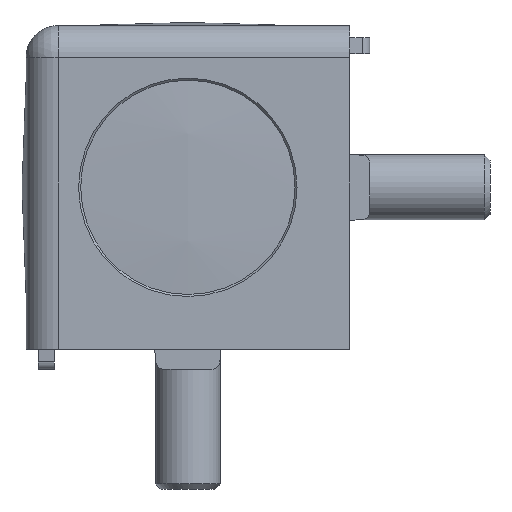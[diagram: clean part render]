
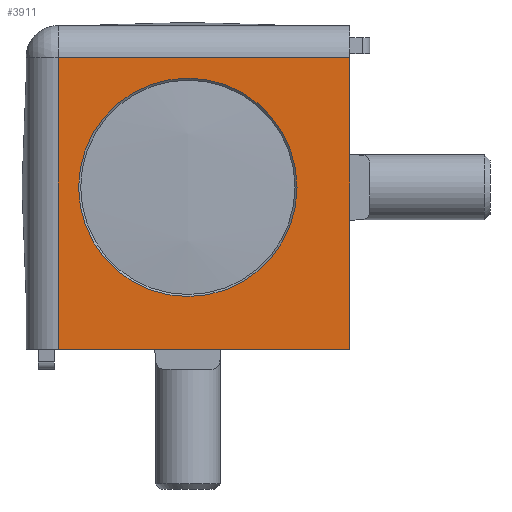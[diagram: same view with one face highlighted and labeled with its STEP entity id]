
A CAD part, front view. The second image highlights one B-rep face of the part: STEP entity #3911.
In plain terms, the highlighted planar face has unit normal (0, -1, 0).
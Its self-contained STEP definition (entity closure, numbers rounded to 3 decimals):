
#27=LINE('',#6091,#270);
#53=LINE('',#6158,#296);
#96=LINE('',#6258,#339);
#97=LINE('',#6260,#340);
#270=VECTOR('',#4776,36.);
#296=VECTOR('',#4828,36.);
#339=VECTOR('',#4903,36.);
#340=VECTOR('',#4906,36.);
#518=PLANE('',#4243);
#859=FACE_BOUND('',#1242,.T.);
#955=FACE_OUTER_BOUND('',#1241,.T.);
#1241=EDGE_LOOP('',(#2904,#2905,#2906,#2907));
#1242=EDGE_LOOP('',(#2908));
#1522=CIRCLE('',#4183,13.5);
#1749=VERTEX_POINT('',#5918);
#1782=VERTEX_POINT('',#6088);
#1783=VERTEX_POINT('',#6090);
#1811=VERTEX_POINT('',#6157);
#1852=VERTEX_POINT('',#6256);
#2139=EDGE_CURVE('',#1749,#1749,#1522,.T.);
#2177=EDGE_CURVE('',#1783,#1782,#27,.T.);
#2211=EDGE_CURVE('',#1811,#1783,#53,.T.);
#2263=EDGE_CURVE('',#1852,#1782,#96,.T.);
#2264=EDGE_CURVE('',#1811,#1852,#97,.T.);
#2904=ORIENTED_EDGE('',*,*,#2263,.F.);
#2905=ORIENTED_EDGE('',*,*,#2264,.F.);
#2906=ORIENTED_EDGE('',*,*,#2211,.T.);
#2907=ORIENTED_EDGE('',*,*,#2177,.T.);
#2908=ORIENTED_EDGE('',*,*,#2139,.F.);
#3911=ADVANCED_FACE('',(#955,#859),#518,.F.);
#4183=AXIS2_PLACEMENT_3D('',#5919,#4707,#4708);
#4243=AXIS2_PLACEMENT_3D('',#6259,#4904,#4905);
#4707=DIRECTION('center_axis',(0.,-1.,0.));
#4708=DIRECTION('ref_axis',(0.,0.,-1.));
#4776=DIRECTION('',(0.,0.,1.));
#4828=DIRECTION('',(1.,0.,0.));
#4903=DIRECTION('',(1.,0.,0.));
#4904=DIRECTION('center_axis',(0.,1.,0.));
#4905=DIRECTION('ref_axis',(0.,0.,1.));
#4906=DIRECTION('',(0.,0.,1.));
#5918=CARTESIAN_POINT('',(0.,-20.,-13.5));
#5919=CARTESIAN_POINT('Origin',(0.,-20.,0.));
#6088=CARTESIAN_POINT('',(20.,-20.,16.));
#6090=CARTESIAN_POINT('',(20.,-20.,-20.));
#6091=CARTESIAN_POINT('',(20.,-20.,20.));
#6157=CARTESIAN_POINT('',(-16.,-20.,-20.));
#6158=CARTESIAN_POINT('',(-20.,-20.,-20.));
#6256=CARTESIAN_POINT('',(-16.,-20.,16.));
#6258=CARTESIAN_POINT('',(-20.,-20.,16.));
#6259=CARTESIAN_POINT('Origin',(-20.,-20.,20.));
#6260=CARTESIAN_POINT('',(-16.,-20.,20.));
